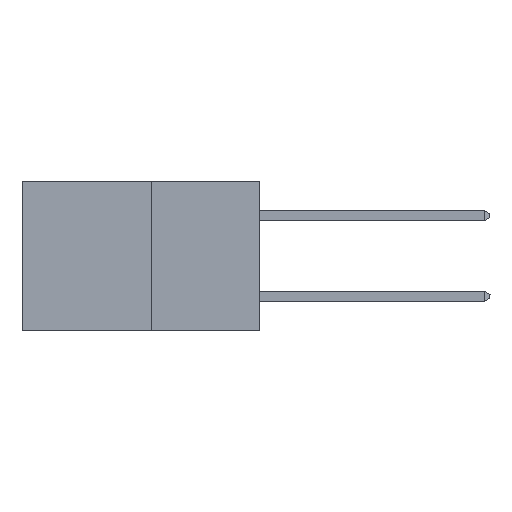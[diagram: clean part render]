
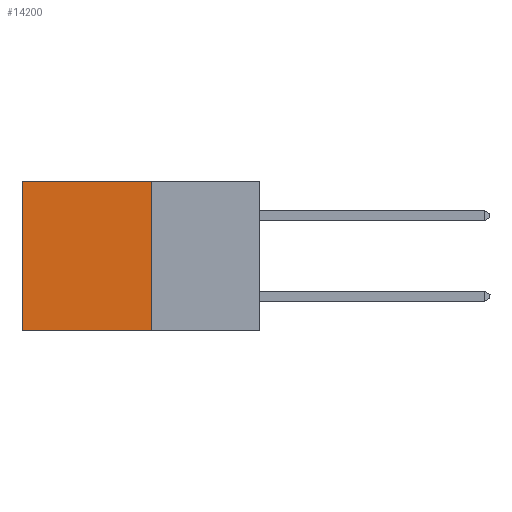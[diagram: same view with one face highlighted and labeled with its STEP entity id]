
A CAD part, left-side view. The second image highlights one B-rep face of the part: STEP entity #14200.
In plain terms, the highlighted planar face has unit normal (-1, 0, 0).
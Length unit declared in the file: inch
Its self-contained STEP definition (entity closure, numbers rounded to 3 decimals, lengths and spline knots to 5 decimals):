
#35 = CARTESIAN_POINT ( 'NONE',  ( 0.277, 0.27, 0. ) ) ;
#1395 = VERTEX_POINT ( 'NONE', #10242 ) ;
#2588 = DIRECTION ( 'NONE',  ( 0., 1., 0. ) ) ;
#2702 = PLANE ( 'NONE',  #8370 ) ;
#4532 = ORIENTED_EDGE ( 'NONE', *, *, #18402, .T. ) ;
#5313 = LINE ( 'NONE', #27618, #17624 ) ;
#7037 = VERTEX_POINT ( 'NONE', #10427 ) ;
#7111 = CARTESIAN_POINT ( 'NONE',  ( 0.277, 0.59, 0. ) ) ;
#7366 = DIRECTION ( 'NONE',  ( 0., 0., -1. ) ) ;
#8060 = VERTEX_POINT ( 'NONE', #35 ) ;
#8370 = AXIS2_PLACEMENT_3D ( 'NONE', #18862, #21164, #7366 ) ;
#10242 = CARTESIAN_POINT ( 'NONE',  ( 0.277, 0.27, -0.37 ) ) ;
#10427 = CARTESIAN_POINT ( 'NONE',  ( 0.277, 0.59, -0.37 ) ) ;
#11833 = CARTESIAN_POINT ( 'NONE',  ( 0.277, 0.27, 0. ) ) ;
#13246 = CARTESIAN_POINT ( 'NONE',  ( 0.277, 0.27, -0.37 ) ) ;
#14200 = ADVANCED_FACE ( 'NONE', ( #26868 ), #2702, .F. ) ;
#14466 = EDGE_LOOP ( 'NONE', ( #4532, #22936, #18613, #21468 ) ) ;
#15047 = VERTEX_POINT ( 'NONE', #7111 ) ;
#16041 = LINE ( 'NONE', #20548, #20692 ) ;
#16161 = LINE ( 'NONE', #13246, #28114 ) ;
#16282 = LINE ( 'NONE', #11833, #27552 ) ;
#17624 = VECTOR ( 'NONE', #18603, 39.37008 ) ;
#18402 = EDGE_CURVE ( 'NONE', #15047, #7037, #16041, .T. ) ;
#18603 = DIRECTION ( 'NONE',  ( 0., 0., -1. ) ) ;
#18613 = ORIENTED_EDGE ( 'NONE', *, *, #23415, .F. ) ;
#18862 = CARTESIAN_POINT ( 'NONE',  ( 0.277, 0.27, -0.37 ) ) ;
#20548 = CARTESIAN_POINT ( 'NONE',  ( 0.277, 0.59, -0.37 ) ) ;
#20692 = VECTOR ( 'NONE', #22850, 39.37008 ) ;
#21164 = DIRECTION ( 'NONE',  ( 1., 0., 0. ) ) ;
#21468 = ORIENTED_EDGE ( 'NONE', *, *, #22125, .T. ) ;
#22125 = EDGE_CURVE ( 'NONE', #8060, #15047, #16282, .T. ) ;
#22850 = DIRECTION ( 'NONE',  ( 0., 0., -1. ) ) ;
#22936 = ORIENTED_EDGE ( 'NONE', *, *, #23849, .F. ) ;
#23415 = EDGE_CURVE ( 'NONE', #8060, #1395, #5313, .T. ) ;
#23849 = EDGE_CURVE ( 'NONE', #1395, #7037, #16161, .T. ) ;
#26868 = FACE_OUTER_BOUND ( 'NONE', #14466, .T. ) ;
#27552 = VECTOR ( 'NONE', #2588, 39.37008 ) ;
#27618 = CARTESIAN_POINT ( 'NONE',  ( 0.277, 0.27, -0.37 ) ) ;
#28114 = VECTOR ( 'NONE', #29004, 39.37008 ) ;
#29004 = DIRECTION ( 'NONE',  ( 0., 1., 0. ) ) ;
